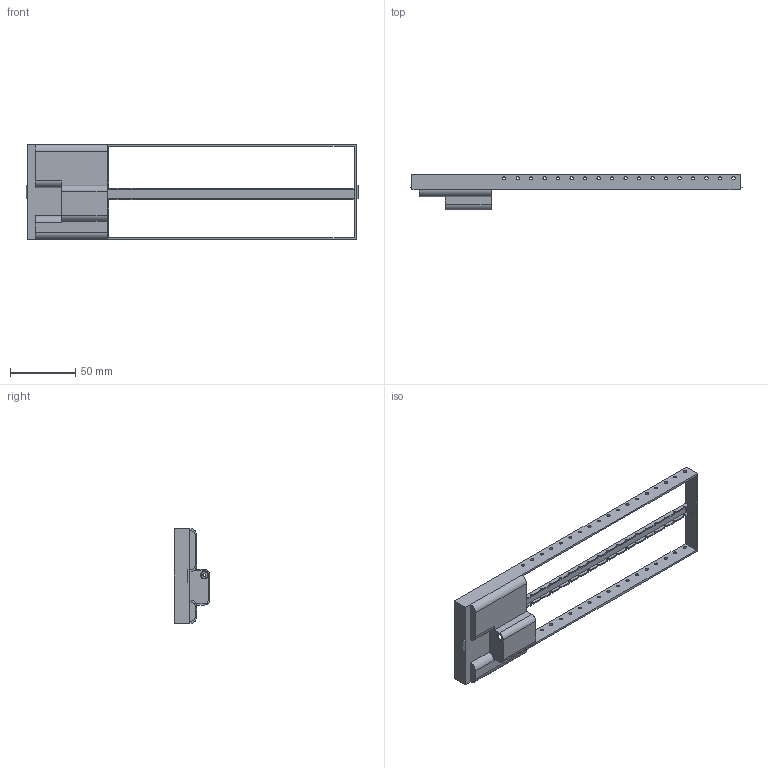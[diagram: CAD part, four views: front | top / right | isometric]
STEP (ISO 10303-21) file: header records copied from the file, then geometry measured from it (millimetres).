
FILE_DESCRIPTION (( 'STEP AP203' ), '1' );
FILE_NAME ('Case_3''''_AA-bat.STEP', '2014-05-26T18:48:30', ( '' ), ( '' ), 'SwSTEP 2.0', 'SolidWorks 2014', '' );
FILE_SCHEMA (( 'CONFIG_CONTROL_DESIGN' ));
Length unit declared in the file: millimetre
Products named in the file (1): Case_3''''_AA-bat
Bounding box: 253.5 x 27.27 x 72.5 mm (x, y, z)
Volume: 23350.9 mm3; surface area: 37245.1 mm2
Topology: 1 solids, 1 shells, 270 faces, 788 edges, 521 vertices
Faces by surface type: cylinder 138, plane 130, cone 2
Entity records: 9267 total; most frequent: DIRECTION 1608, CARTESIAN_POINT 1580, ORIENTED_EDGE 1576, EDGE_CURVE 788, AXIS2_PLACEMENT_3D 549, VERTEX_POINT 521, VECTOR 510, LINE 510
